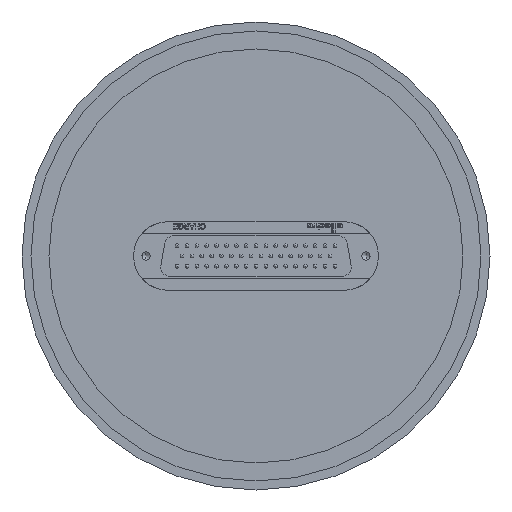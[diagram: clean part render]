
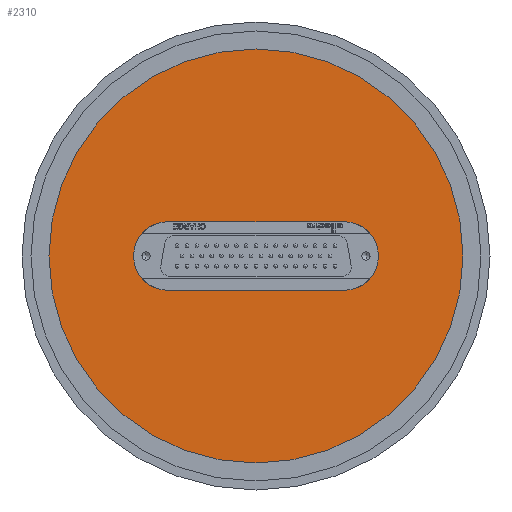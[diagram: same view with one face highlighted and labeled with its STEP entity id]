
A CAD part, front view. The second image highlights one B-rep face of the part: STEP entity #2310.
In plain terms, the highlighted planar face has unit normal (0, -1, 0).
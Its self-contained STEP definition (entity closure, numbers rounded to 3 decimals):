
#395 = FACE_BOUND ( 'NONE', #3365, .T. ) ;
#515 = AXIS2_PLACEMENT_3D ( 'NONE', #7540, #11974, #9579 ) ;
#605 = LINE ( 'NONE', #8455, #9494 ) ;
#727 = ORIENTED_EDGE ( 'NONE', *, *, #13880, .T. ) ;
#767 = AXIS2_PLACEMENT_3D ( 'NONE', #1969, #11300, #12246 ) ;
#1787 = EDGE_CURVE ( 'NONE', #7374, #13483, #7223, .T. ) ;
#1969 = CARTESIAN_POINT ( 'NONE',  ( 0., -12., 0. ) ) ;
#2310 = ADVANCED_FACE ( 'NONE', ( #395, #2673 ), #6102, .T. ) ;
#2544 = EDGE_CURVE ( 'NONE', #9755, #8229, #605, .T. ) ;
#2561 = CARTESIAN_POINT ( 'NONE',  ( -24.5, -12., 9.5 ) ) ;
#2673 = FACE_OUTER_BOUND ( 'NONE', #3396, .T. ) ;
#2735 = ORIENTED_EDGE ( 'NONE', *, *, #1787, .T. ) ;
#3116 = CARTESIAN_POINT ( 'NONE',  ( -24.5, -12., 0. ) ) ;
#3365 = EDGE_LOOP ( 'NONE', ( #13594, #10112, #4712, #5309 ) ) ;
#3396 = EDGE_LOOP ( 'NONE', ( #727, #2735 ) ) ;
#3733 = VERTEX_POINT ( 'NONE', #12046 ) ;
#4304 = CIRCLE ( 'NONE', #7131, 9.5 ) ;
#4368 = DIRECTION ( 'NONE',  ( 0., 0., -1. ) ) ;
#4712 = ORIENTED_EDGE ( 'NONE', *, *, #7283, .T. ) ;
#4839 = CARTESIAN_POINT ( 'NONE',  ( 24.5, -12., -9.5 ) ) ;
#5309 = ORIENTED_EDGE ( 'NONE', *, *, #2544, .T. ) ;
#5447 = DIRECTION ( 'NONE',  ( 0., 0., 1. ) ) ;
#5801 = DIRECTION ( 'NONE',  ( -1., 0., 0. ) ) ;
#5855 = AXIS2_PLACEMENT_3D ( 'NONE', #9317, #9465, #10474 ) ;
#5874 = CARTESIAN_POINT ( 'NONE',  ( 24.5, -12., -9.5 ) ) ;
#6102 = PLANE ( 'NONE',  #5855 ) ;
#6813 = CIRCLE ( 'NONE', #767, 57.5 ) ;
#7131 = AXIS2_PLACEMENT_3D ( 'NONE', #3116, #9903, #5447 ) ;
#7143 = CARTESIAN_POINT ( 'NONE',  ( 0., -12., 57.5 ) ) ;
#7223 = CIRCLE ( 'NONE', #9320, 57.5 ) ;
#7283 = EDGE_CURVE ( 'NONE', #3733, #9755, #4304, .T. ) ;
#7374 = VERTEX_POINT ( 'NONE', #7143 ) ;
#7482 = CARTESIAN_POINT ( 'NONE',  ( 0., -12., -57.5 ) ) ;
#7540 = CARTESIAN_POINT ( 'NONE',  ( 24.5, -12., 0. ) ) ;
#7724 = EDGE_CURVE ( 'NONE', #13259, #3733, #9380, .T. ) ;
#8011 = EDGE_CURVE ( 'NONE', #8229, #13259, #12175, .T. ) ;
#8229 = VERTEX_POINT ( 'NONE', #8880 ) ;
#8455 = CARTESIAN_POINT ( 'NONE',  ( 24.5, -12., 9.5 ) ) ;
#8720 = DIRECTION ( 'NONE',  ( 0., -1., 0. ) ) ;
#8880 = CARTESIAN_POINT ( 'NONE',  ( 24.5, -12., 9.5 ) ) ;
#9317 = CARTESIAN_POINT ( 'NONE',  ( 0., -12., -57.5 ) ) ;
#9320 = AXIS2_PLACEMENT_3D ( 'NONE', #12119, #8720, #4368 ) ;
#9380 = LINE ( 'NONE', #4839, #12607 ) ;
#9465 = DIRECTION ( 'NONE',  ( 0., -1., 0. ) ) ;
#9494 = VECTOR ( 'NONE', #9535, 1000. ) ;
#9535 = DIRECTION ( 'NONE',  ( 1., 0., 0. ) ) ;
#9579 = DIRECTION ( 'NONE',  ( 0., 0., 1. ) ) ;
#9755 = VERTEX_POINT ( 'NONE', #2561 ) ;
#9903 = DIRECTION ( 'NONE',  ( 0., 1., 0. ) ) ;
#10112 = ORIENTED_EDGE ( 'NONE', *, *, #7724, .T. ) ;
#10474 = DIRECTION ( 'NONE',  ( 0., 0., -1. ) ) ;
#11300 = DIRECTION ( 'NONE',  ( 0., -1., 0. ) ) ;
#11974 = DIRECTION ( 'NONE',  ( 0., 1., 0. ) ) ;
#12046 = CARTESIAN_POINT ( 'NONE',  ( -24.5, -12., -9.5 ) ) ;
#12119 = CARTESIAN_POINT ( 'NONE',  ( 0., -12., 0. ) ) ;
#12175 = CIRCLE ( 'NONE', #515, 9.5 ) ;
#12246 = DIRECTION ( 'NONE',  ( 0., 0., -1. ) ) ;
#12607 = VECTOR ( 'NONE', #5801, 1000. ) ;
#13259 = VERTEX_POINT ( 'NONE', #5874 ) ;
#13483 = VERTEX_POINT ( 'NONE', #7482 ) ;
#13594 = ORIENTED_EDGE ( 'NONE', *, *, #8011, .T. ) ;
#13880 = EDGE_CURVE ( 'NONE', #13483, #7374, #6813, .T. ) ;
